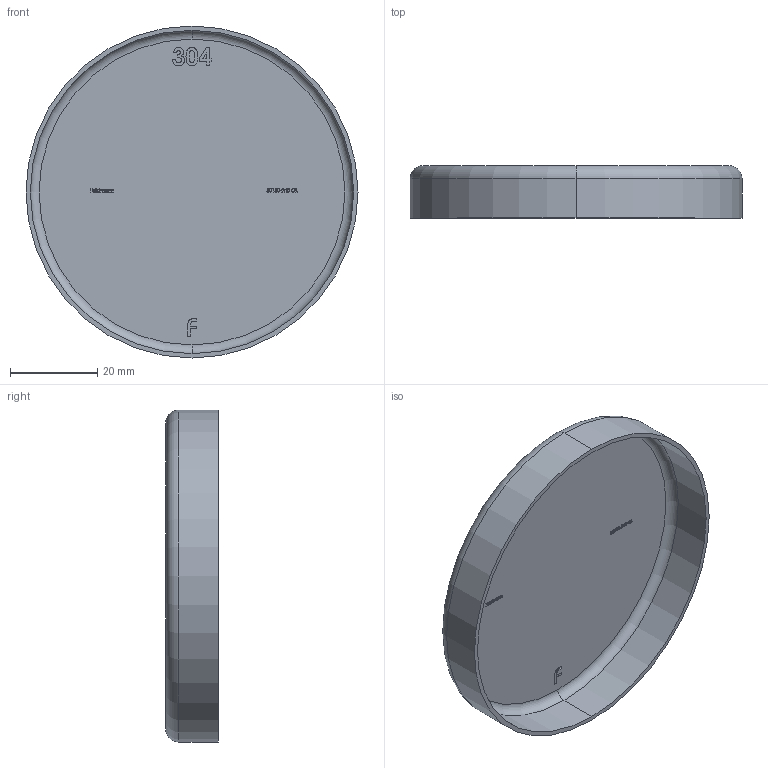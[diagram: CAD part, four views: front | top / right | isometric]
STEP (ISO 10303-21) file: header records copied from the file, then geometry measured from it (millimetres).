
FILE_DESCRIPTION (( 'STEP AP203' ), '1' );
FILE_NAME ('50150-240-OL.step', '2020-11-05T12:45:25', ( '' ), ( '' ), 'SwSTEP 2.0', 'SolidWorks 2018', '' );
FILE_SCHEMA (( 'CONFIG_CONTROL_DESIGN' ));
Length unit declared in the file: millimetre
Products named in the file (2): 50150-240-OL
Bounding box: 76 x 12 x 76 mm (x, y, z)
Volume: 6869.9 mm3; surface area: 13995.7 mm2
Topology: 1 solids, 1 shells, 307 faces, 806 edges, 536 vertices
Faces by surface type: plane 169, bspline 130, torus 4, cylinder 4
Entity records: 17295 total; most frequent: CARTESIAN_POINT 10437, ORIENTED_EDGE 1612, DIRECTION 920, EDGE_CURVE 806, VERTEX_POINT 536, VECTOR 530, LINE 530, EDGE_LOOP 342
